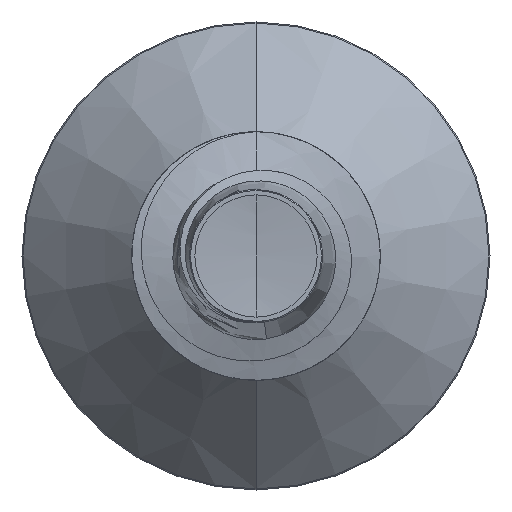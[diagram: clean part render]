
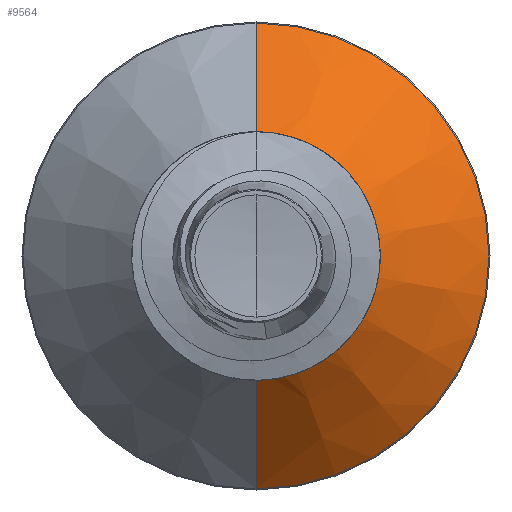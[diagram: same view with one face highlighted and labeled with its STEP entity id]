
A CAD part, front view. The second image highlights one B-rep face of the part: STEP entity #9564.
In plain terms, the highlighted conical face has half-angle 45 degrees and reference radius 2.744 mm.
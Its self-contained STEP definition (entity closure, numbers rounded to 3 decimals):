
#959 = LINE ( 'NONE', #10976, #27373 ) ;
#1457 = VERTEX_POINT ( 'NONE', #13973 ) ;
#1518 = VECTOR ( 'NONE', #9167, 1000. ) ;
#1566 = EDGE_CURVE ( 'NONE', #6144, #23482, #18954, .T. ) ;
#2258 = CARTESIAN_POINT ( 'NONE',  ( 0., 23.745, 0. ) ) ;
#2656 = AXIS2_PLACEMENT_3D ( 'NONE', #11091, #10440, #10368 ) ;
#4148 = ORIENTED_EDGE ( 'NONE', *, *, #22661, .T. ) ;
#5167 = ORIENTED_EDGE ( 'NONE', *, *, #24341, .F. ) ;
#5600 = DIRECTION ( 'NONE',  ( 0., 0., 1. ) ) ;
#6144 = VERTEX_POINT ( 'NONE', #23971 ) ;
#7612 = AXIS2_PLACEMENT_3D ( 'NONE', #2258, #19438, #5600 ) ;
#8508 = VERTEX_POINT ( 'NONE', #12259 ) ;
#9167 = DIRECTION ( 'NONE',  ( 0., 0.707, -0.707 ) ) ;
#9545 = LINE ( 'NONE', #21686, #1518 ) ;
#9564 = ADVANCED_FACE ( 'NONE', ( #10029 ), #22251, .T. ) ;
#10029 = FACE_OUTER_BOUND ( 'NONE', #11209, .T. ) ;
#10368 = DIRECTION ( 'NONE',  ( 0., 0., 1. ) ) ;
#10440 = DIRECTION ( 'NONE',  ( 0., 1., 0. ) ) ;
#10976 = CARTESIAN_POINT ( 'NONE',  ( 0., 23.745, 2.745 ) ) ;
#11091 = CARTESIAN_POINT ( 'NONE',  ( 0., 23.745, 0. ) ) ;
#11209 = EDGE_LOOP ( 'NONE', ( #4148, #11453, #17352, #5167 ) ) ;
#11453 = ORIENTED_EDGE ( 'NONE', *, *, #23602, .T. ) ;
#12259 = CARTESIAN_POINT ( 'NONE',  ( 0., 23.745, -2.745 ) ) ;
#13973 = CARTESIAN_POINT ( 'NONE',  ( 0., 23.745, 2.745 ) ) ;
#17352 = ORIENTED_EDGE ( 'NONE', *, *, #1566, .F. ) ;
#18954 = CIRCLE ( 'NONE', #22364, 5.624 ) ;
#19259 = CARTESIAN_POINT ( 'NONE',  ( 0., 26.624, -5.624 ) ) ;
#19438 = DIRECTION ( 'NONE',  ( 0., 1., 0. ) ) ;
#20318 = CIRCLE ( 'NONE', #7612, 2.745 ) ;
#21081 = DIRECTION ( 'NONE',  ( 0., 0., 1. ) ) ;
#21686 = CARTESIAN_POINT ( 'NONE',  ( 0., 23.745, -2.745 ) ) ;
#22251 = CONICAL_SURFACE ( 'NONE', #2656, 2.745, 0.785 ) ;
#22364 = AXIS2_PLACEMENT_3D ( 'NONE', #26536, #26519, #21081 ) ;
#22661 = EDGE_CURVE ( 'NONE', #1457, #8508, #20318, .T. ) ;
#23482 = VERTEX_POINT ( 'NONE', #19259 ) ;
#23602 = EDGE_CURVE ( 'NONE', #8508, #23482, #9545, .T. ) ;
#23971 = CARTESIAN_POINT ( 'NONE',  ( 0., 26.624, 5.624 ) ) ;
#24341 = EDGE_CURVE ( 'NONE', #1457, #6144, #959, .T. ) ;
#25657 = DIRECTION ( 'NONE',  ( 0., 0.707, 0.707 ) ) ;
#26519 = DIRECTION ( 'NONE',  ( 0., 1., 0. ) ) ;
#26536 = CARTESIAN_POINT ( 'NONE',  ( 0., 26.624, 0. ) ) ;
#27373 = VECTOR ( 'NONE', #25657, 1000. ) ;
